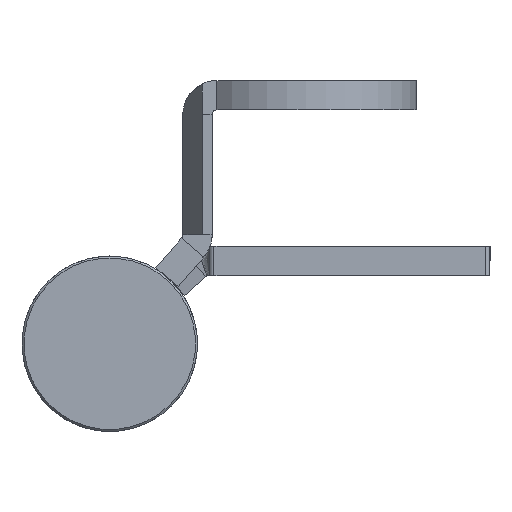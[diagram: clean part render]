
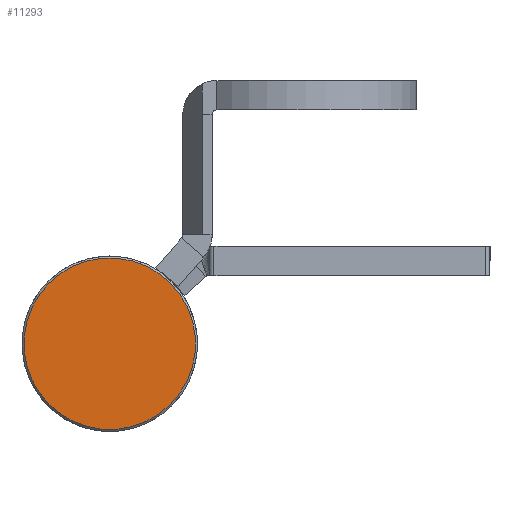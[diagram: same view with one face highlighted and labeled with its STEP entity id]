
A CAD part, left-side view. The second image highlights one B-rep face of the part: STEP entity #11293.
In plain terms, the highlighted face is planar.
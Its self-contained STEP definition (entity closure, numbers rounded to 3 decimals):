
#274 = DIRECTION ( 'NONE',  ( -1., 0., 0. ) ) ;
#778 = EDGE_CURVE ( 'NONE', #9820, #2702, #7549, .T. ) ;
#1114 = DIRECTION ( 'NONE',  ( 0., 0., 1. ) ) ;
#1245 = CIRCLE ( 'NONE', #6114, 8.8 ) ;
#1854 = AXIS2_PLACEMENT_3D ( 'NONE', #16594, #15116, #1114 ) ;
#2702 = VERTEX_POINT ( 'NONE', #6975 ) ;
#3202 = ORIENTED_EDGE ( 'NONE', *, *, #778, .F. ) ;
#5855 = CARTESIAN_POINT ( 'NONE',  ( 37., 8.8, 0. ) ) ;
#6114 = AXIS2_PLACEMENT_3D ( 'NONE', #11892, #274, #15741 ) ;
#6187 = AXIS2_PLACEMENT_3D ( 'NONE', #5855, #15678, #14877 ) ;
#6975 = CARTESIAN_POINT ( 'NONE',  ( 37., 0., -8.8 ) ) ;
#7549 = CIRCLE ( 'NONE', #1854, 8.8 ) ;
#7575 = EDGE_CURVE ( 'NONE', #2702, #9820, #1245, .T. ) ;
#8325 = FACE_OUTER_BOUND ( 'NONE', #10974, .T. ) ;
#9820 = VERTEX_POINT ( 'NONE', #16324 ) ;
#10974 = EDGE_LOOP ( 'NONE', ( #3202, #14030 ) ) ;
#11293 = ADVANCED_FACE ( 'NONE', ( #8325 ), #14482, .F. ) ;
#11892 = CARTESIAN_POINT ( 'NONE',  ( 37., 0., 0. ) ) ;
#14030 = ORIENTED_EDGE ( 'NONE', *, *, #7575, .F. ) ;
#14482 = PLANE ( 'NONE',  #6187 ) ;
#14877 = DIRECTION ( 'NONE',  ( 0., 0., 1. ) ) ;
#15116 = DIRECTION ( 'NONE',  ( -1., 0., 0. ) ) ;
#15678 = DIRECTION ( 'NONE',  ( -1., 0., 0. ) ) ;
#15741 = DIRECTION ( 'NONE',  ( 0., 0., 1. ) ) ;
#16324 = CARTESIAN_POINT ( 'NONE',  ( 37., 0., 8.8 ) ) ;
#16594 = CARTESIAN_POINT ( 'NONE',  ( 37., 0., 0. ) ) ;
